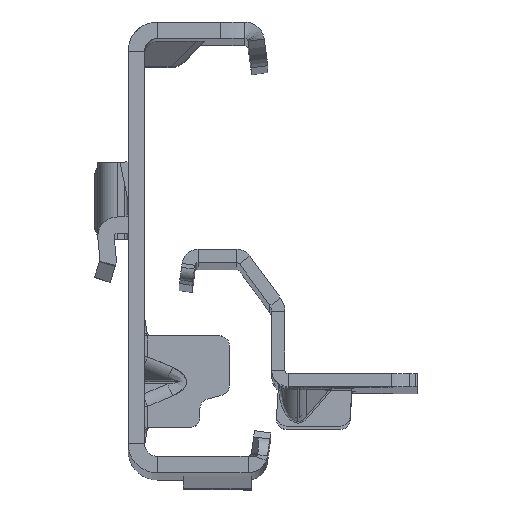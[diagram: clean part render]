
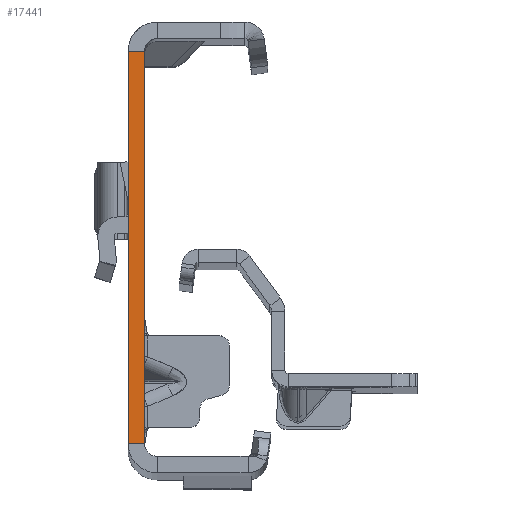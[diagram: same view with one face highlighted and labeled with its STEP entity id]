
A CAD part, top view. The second image highlights one B-rep face of the part: STEP entity #17441.
In plain terms, the highlighted planar face has unit normal (0, 0, 1).
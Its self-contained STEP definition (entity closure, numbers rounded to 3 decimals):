
#1457 = LINE ( 'NONE', #15220, #15125 ) ;
#2972 = ORIENTED_EDGE ( 'NONE', *, *, #10219, .T. ) ;
#3054 = EDGE_CURVE ( 'NONE', #18054, #17715, #16256, .T. ) ;
#3059 = CARTESIAN_POINT ( 'NONE',  ( 0., -30., 0. ) ) ;
#3412 = CARTESIAN_POINT ( 'NONE',  ( -2.5, -32., 0. ) ) ;
#3962 = LINE ( 'NONE', #9408, #9023 ) ;
#4052 = DIRECTION ( 'NONE',  ( -1., 0., 0. ) ) ;
#4315 = CARTESIAN_POINT ( 'NONE',  ( -2.5, -30., 0. ) ) ;
#5051 = DIRECTION ( 'NONE',  ( 1., 0., 0. ) ) ;
#6701 = VERTEX_POINT ( 'NONE', #4315 ) ;
#7597 = PLANE ( 'NONE',  #14305 ) ;
#8055 = DIRECTION ( 'NONE',  ( -1., 0., 0. ) ) ;
#9023 = VECTOR ( 'NONE', #8055, 1000. ) ;
#9408 = CARTESIAN_POINT ( 'NONE',  ( 0., -30., 0. ) ) ;
#10005 = ORIENTED_EDGE ( 'NONE', *, *, #16248, .F. ) ;
#10219 = EDGE_CURVE ( 'NONE', #17715, #6701, #1457, .T. ) ;
#10791 = CARTESIAN_POINT ( 'NONE',  ( 0., 30., 0. ) ) ;
#11378 = DIRECTION ( 'NONE',  ( 0., -1., 0. ) ) ;
#11563 = EDGE_CURVE ( 'NONE', #18054, #16086, #13013, .T. ) ;
#12756 = EDGE_LOOP ( 'NONE', ( #13951, #15445, #2972, #10005 ) ) ;
#13013 = LINE ( 'NONE', #15826, #14873 ) ;
#13951 = ORIENTED_EDGE ( 'NONE', *, *, #11563, .F. ) ;
#14305 = AXIS2_PLACEMENT_3D ( 'NONE', #3412, #16245, #5051 ) ;
#14384 = CARTESIAN_POINT ( 'NONE',  ( 0., 30., 0. ) ) ;
#14873 = VECTOR ( 'NONE', #11378, 1000. ) ;
#15125 = VECTOR ( 'NONE', #16678, 1000. ) ;
#15220 = CARTESIAN_POINT ( 'NONE',  ( -2.5, -32., 0. ) ) ;
#15409 = CARTESIAN_POINT ( 'NONE',  ( -2.5, 30., 0. ) ) ;
#15445 = ORIENTED_EDGE ( 'NONE', *, *, #3054, .T. ) ;
#15547 = VECTOR ( 'NONE', #4052, 1000. ) ;
#15826 = CARTESIAN_POINT ( 'NONE',  ( 0., -32., 0. ) ) ;
#16086 = VERTEX_POINT ( 'NONE', #3059 ) ;
#16245 = DIRECTION ( 'NONE',  ( 0., 0., 1. ) ) ;
#16248 = EDGE_CURVE ( 'NONE', #16086, #6701, #3962, .T. ) ;
#16256 = LINE ( 'NONE', #10791, #15547 ) ;
#16678 = DIRECTION ( 'NONE',  ( 0., -1., 0. ) ) ;
#17441 = ADVANCED_FACE ( 'NONE', ( #17539 ), #7597, .T. ) ;
#17539 = FACE_OUTER_BOUND ( 'NONE', #12756, .T. ) ;
#17715 = VERTEX_POINT ( 'NONE', #15409 ) ;
#18054 = VERTEX_POINT ( 'NONE', #14384 ) ;
